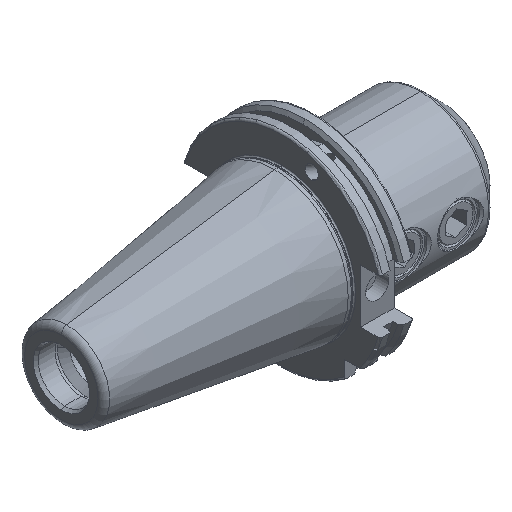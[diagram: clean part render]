
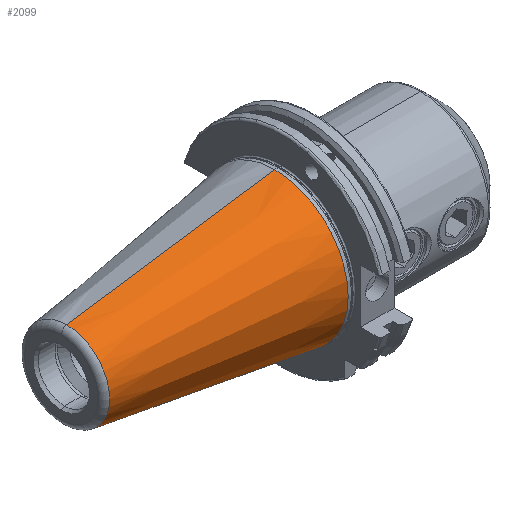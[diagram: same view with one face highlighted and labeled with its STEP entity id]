
A CAD part, isometric view. The second image highlights one B-rep face of the part: STEP entity #2099.
In plain terms, the highlighted conical face has half-angle 8.297 degrees and reference radius 34.925 mm.
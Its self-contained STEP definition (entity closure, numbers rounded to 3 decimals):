
#1040 = CARTESIAN_POINT ( 'NONE',  ( -99.183, 0., 20.461 ) ) ;
#1046 = CARTESIAN_POINT ( 'NONE',  ( -99.183, 0., -20.461 ) ) ;
#1088 = DIRECTION ( 'NONE',  ( 0.99, 0., 0.144 ) ) ;
#1089 = VECTOR ( 'NONE', #1088, 1000. ) ;
#1090 = CARTESIAN_POINT ( 'NONE',  ( 0., 0., 34.925 ) ) ;
#1091 = LINE ( 'NONE', #1090, #1089 ) ;
#1801 = CARTESIAN_POINT ( 'NONE',  ( 0., 0., 34.925 ) ) ;
#1951 = EDGE_CURVE ( 'NONE', #4880, #4477, #4994, .T. ) ;
#2097 = EDGE_LOOP ( 'NONE', ( #2244, #4115, #4116, #4121 ) ) ;
#2098 = EDGE_CURVE ( 'NONE', #4110, #4114, #5053, .T. ) ;
#2099 = ADVANCED_FACE ( 'NONE', ( #5047 ), #5046, .T. ) ;
#2243 = EDGE_CURVE ( 'NONE', #4110, #4880, #5507, .T. ) ;
#2244 = ORIENTED_EDGE ( 'NONE', *, *, #2098, .F. ) ;
#3085 = CARTESIAN_POINT ( 'NONE',  ( 0., 0., -34.925 ) ) ;
#4110 = VERTEX_POINT ( 'NONE', #1046 ) ;
#4114 = VERTEX_POINT ( 'NONE', #1040 ) ;
#4115 = ORIENTED_EDGE ( 'NONE', *, *, #2243, .T. ) ;
#4116 = ORIENTED_EDGE ( 'NONE', *, *, #1951, .T. ) ;
#4120 = EDGE_CURVE ( 'NONE', #4114, #4477, #1091, .T. ) ;
#4121 = ORIENTED_EDGE ( 'NONE', *, *, #4120, .F. ) ;
#4477 = VERTEX_POINT ( 'NONE', #1801 ) ;
#4880 = VERTEX_POINT ( 'NONE', #3085 ) ;
#4989 = DIRECTION ( 'NONE',  ( 0., 0., -1. ) ) ;
#4991 = DIRECTION ( 'NONE',  ( -1., 0., 0. ) ) ;
#4992 = CARTESIAN_POINT ( 'NONE',  ( 0., 0., 0. ) ) ;
#4993 = AXIS2_PLACEMENT_3D ( 'NONE', #4992, #4991, #4989 ) ;
#4994 = CIRCLE ( 'NONE', #4993, 34.925 ) ;
#5041 = DIRECTION ( 'NONE',  ( 0., 0., 1. ) ) ;
#5042 = DIRECTION ( 'NONE',  ( 1., 0., 0. ) ) ;
#5043 = AXIS2_PLACEMENT_3D ( 'NONE', #5045, #5042, #5041 ) ;
#5045 = CARTESIAN_POINT ( 'NONE',  ( 0., 0., 0. ) ) ;
#5046 = CONICAL_SURFACE ( 'NONE', #5043, 34.925, 0.145 ) ;
#5047 = FACE_OUTER_BOUND ( 'NONE', #2097, .T. ) ;
#5048 = DIRECTION ( 'NONE',  ( 0., 0., -1. ) ) ;
#5050 = DIRECTION ( 'NONE',  ( -1., 0., 0. ) ) ;
#5051 = CARTESIAN_POINT ( 'NONE',  ( -99.183, 0., 0. ) ) ;
#5052 = AXIS2_PLACEMENT_3D ( 'NONE', #5051, #5050, #5048 ) ;
#5053 = CIRCLE ( 'NONE', #5052, 20.461 ) ;
#5504 = DIRECTION ( 'NONE',  ( 0.99, 0., -0.144 ) ) ;
#5505 = VECTOR ( 'NONE', #5504, 1000. ) ;
#5506 = CARTESIAN_POINT ( 'NONE',  ( 0., 0., -34.925 ) ) ;
#5507 = LINE ( 'NONE', #5506, #5505 ) ;
